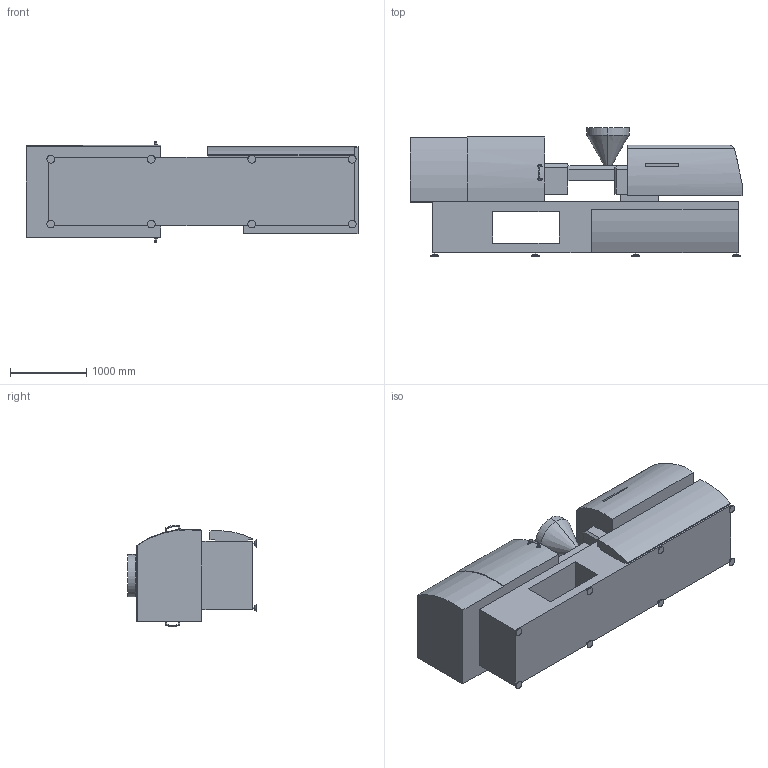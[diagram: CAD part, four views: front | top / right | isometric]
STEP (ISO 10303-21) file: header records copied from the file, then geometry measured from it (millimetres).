
FILE_DESCRIPTION(/* description */ (''),/* implementation_level */ '2;1');
FILE_NAME(/* name */ 'Injection_molding.stp',/* time_stamp */ '2022-06-19T17:53:10-05:00',/* author */ ('Yeison'),/* organization */ (''),/* preprocessor_version */ 'ST-DEVELOPER v18.1',/* originating_system */ 'Autodesk Inventor 2022',/* authorisation */ '');
FILE_SCHEMA (('AUTOMOTIVE_DESIGN { 1 0 10303 214 3 1 1 }'));
Length unit declared in the file: inch
Products named in the file (8): Injection_molding; User Library-Toshiba 110 Ton-a; User Library-Toshiba 110 Ton-a_1; User Library-Toshiba 110 Ton-a_2; User Library-Toshiba 110 Ton-a_3; User Library-Toshiba 110 Ton-a_4; User Library-Toshiba 110 Ton-a_5; User Library-Toshiba 110 Ton-a_6
Assembly tree (7 placements, depth 2):
  Injection_molding
    User Library-Toshiba 110 Ton-a
    User Library-Toshiba 110 Ton-a_1
    User Library-Toshiba 110 Ton-a_2
    User Library-Toshiba 110 Ton-a_3
    User Library-Toshiba 110 Ton-a_4
    User Library-Toshiba 110 Ton-a_5
    User Library-Toshiba 110 Ton-a_6
Bounding box: 4359.97 x 1691.86 x 1335.47 mm (x, y, z)
Volume: 5184404498.2 mm3; surface area: 31114588.2 mm2
Topology: 7 solids, 7 shells, 201 faces, 476 edges, 300 vertices
Faces by surface type: plane 101, cylinder 64, cone 18, bspline 18
Entity records: 7581 total; most frequent: CARTESIAN_POINT 2466, DIRECTION 1001, ORIENTED_EDGE 936, EDGE_CURVE 468, AXIS2_PLACEMENT_3D 363, VERTEX_POINT 300, LINE 275, VECTOR 275
